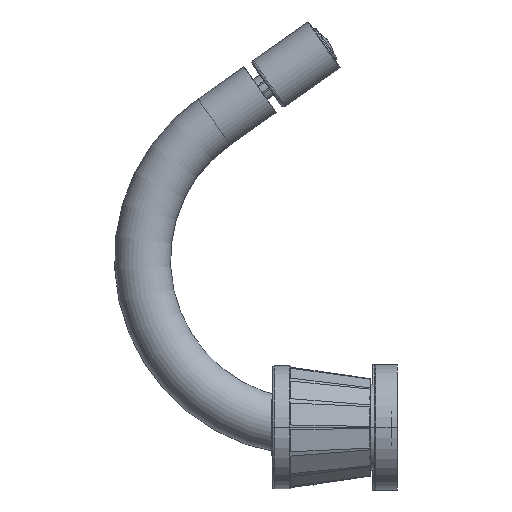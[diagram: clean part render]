
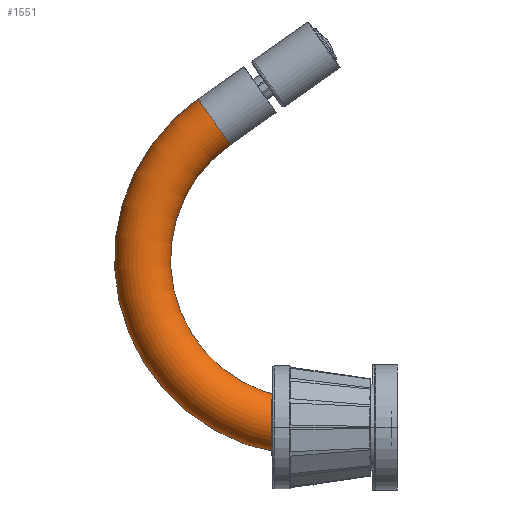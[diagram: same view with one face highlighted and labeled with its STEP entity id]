
A CAD part, left-side view. The second image highlights one B-rep face of the part: STEP entity #1551.
In plain terms, the highlighted toroidal (fillet/blend) face has major radius 60 mm and minor radius 10 mm.
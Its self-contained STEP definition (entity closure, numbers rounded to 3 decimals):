
#889=CARTESIAN_POINT('',(0.,0.,-25.));
#890=DIRECTION('',(0.,0.,-1.));
#891=DIRECTION('',(-1.,0.,0.));
#892=AXIS2_PLACEMENT_3D('',#889,#890,#891);
#897=CARTESIAN_POINT('',(60.,0.,-25.));
#898=DIRECTION('',(0.,-1.,0.));
#899=DIRECTION('',(-1.,0.,0.));
#900=AXIS2_PLACEMENT_3D('',#897,#898,#899);
#913=CARTESIAN_POINT('',(60.,0.,-25.));
#914=DIRECTION('',(0.,-1.,0.));
#915=DIRECTION('',(-1.,0.,0.));
#916=AXIS2_PLACEMENT_3D('',#913,#914,#915);
#936=CARTESIAN_POINT('',(109.149,0.,-59.415));
#937=DIRECTION('',(0.574,0.,0.819));
#938=DIRECTION('',(0.819,0.,-0.574));
#939=AXIS2_PLACEMENT_3D('',#936,#937,#938);
#1379=CARTESIAN_POINT('',(-10.,0.,-25.));
#1380=CARTESIAN_POINT('',(10.,0.,-25.));
#1381=VERTEX_POINT('',#1379);
#1382=VERTEX_POINT('',#1380);
#1383=CARTESIAN_POINT('',(117.341,0.,-65.15));
#1384=CARTESIAN_POINT('',(100.958,0.,-53.679));
#1385=VERTEX_POINT('',#1383);
#1386=VERTEX_POINT('',#1384);
#1537=CARTESIAN_POINT('',(60.,0.,-25.));
#1538=DIRECTION('',(0.,-1.,0.));
#1539=DIRECTION('',(1.,0.,0.));
#1540=AXIS2_PLACEMENT_3D('',#1537,#1538,#1539);
#1541=TOROIDAL_SURFACE('',#1540,60.,10.);
#1542=ORIENTED_EDGE('',*,*,#1531,.F.);
#1544=ORIENTED_EDGE('',*,*,#1543,.T.);
#1546=ORIENTED_EDGE('',*,*,#1545,.T.);
#1548=ORIENTED_EDGE('',*,*,#1547,.F.);
#1549=EDGE_LOOP('',(#1542,#1544,#1546,#1548));
#1550=FACE_OUTER_BOUND('',#1549,.F.);
#1551=ADVANCED_FACE('',(#1550),#1541,.T.);
#893=CIRCLE('',#892,10.);
#901=CIRCLE('',#900,70.);
#917=CIRCLE('',#916,50.);
#940=CIRCLE('',#939,10.);
#1531=EDGE_CURVE('',#1381,#1382,#893,.T.);
#1543=EDGE_CURVE('',#1381,#1385,#901,.T.);
#1545=EDGE_CURVE('',#1385,#1386,#940,.T.);
#1547=EDGE_CURVE('',#1382,#1386,#917,.T.);
